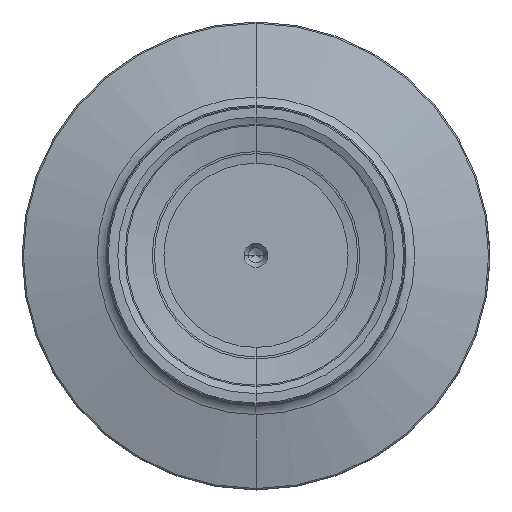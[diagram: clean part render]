
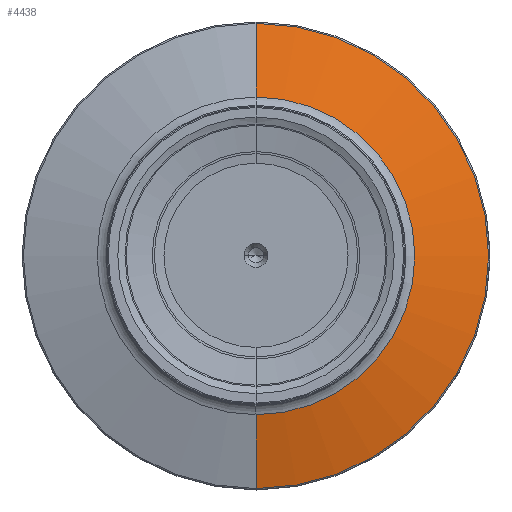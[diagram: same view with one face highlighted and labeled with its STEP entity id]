
A CAD part, top view. The second image highlights one B-rep face of the part: STEP entity #4438.
In plain terms, the highlighted conical face has half-angle 75 degrees and reference radius 32.626 mm.
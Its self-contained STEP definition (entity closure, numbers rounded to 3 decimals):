
#3925=CARTESIAN_POINT('',(0.,0.,14.356));
#3926=DIRECTION('',(0.,0.,1.));
#3927=DIRECTION('',(0.,-1.,0.));
#3928=AXIS2_PLACEMENT_3D('',#3925,#3926,#3927);
#3930=CARTESIAN_POINT('',(0.,0.,11.06));
#3931=DIRECTION('',(0.,0.,1.));
#3932=DIRECTION('',(0.,-1.,0.));
#3933=AXIS2_PLACEMENT_3D('',#3930,#3931,#3932);
#3940=DIRECTION('',(0.,0.966,0.259));
#3941=VECTOR('',#3940,12.738);
#3942=CARTESIAN_POINT('',(0.,-38.778,
11.06));
#3943=LINE('',#3942,#3941);
#3949=DIRECTION('',(0.,-0.966,0.259));
#3950=VECTOR('',#3949,12.738);
#3951=CARTESIAN_POINT('',(0.,38.778,
11.06));
#3952=LINE('',#3951,#3950);
#4288=CARTESIAN_POINT('',(0.,38.778,11.06));
#4289=CARTESIAN_POINT('',(0.,-38.778,11.06));
#4290=VERTEX_POINT('',#4288);
#4291=VERTEX_POINT('',#4289);
#4296=CARTESIAN_POINT('',(0.,-26.474,14.356));
#4297=CARTESIAN_POINT('',(0.,26.474,14.356));
#4298=VERTEX_POINT('',#4296);
#4299=VERTEX_POINT('',#4297);
#4424=CARTESIAN_POINT('',(0.,0.,12.708));
#4425=DIRECTION('',(0.,0.,-1.));
#4426=DIRECTION('',(0.,-1.,0.));
#4427=AXIS2_PLACEMENT_3D('',#4424,#4425,#4426);
#4428=CONICAL_SURFACE('',#4427,32.626,75.);
#4429=ORIENTED_EDGE('',*,*,#4414,.T.);
#4431=ORIENTED_EDGE('',*,*,#4430,.F.);
#4433=ORIENTED_EDGE('',*,*,#4432,.F.);
#4435=ORIENTED_EDGE('',*,*,#4434,.T.);
#4436=EDGE_LOOP('',(#4429,#4431,#4433,#4435));
#4437=FACE_OUTER_BOUND('',#4436,.F.);
#4438=ADVANCED_FACE('',(#4437),#4428,.T.);
#3929=CIRCLE('',#3928,26.474);
#3934=CIRCLE('',#3933,38.778);
#4414=EDGE_CURVE('',#4298,#4299,#3929,.T.);
#4430=EDGE_CURVE('',#4290,#4299,#3952,.T.);
#4432=EDGE_CURVE('',#4291,#4290,#3934,.T.);
#4434=EDGE_CURVE('',#4291,#4298,#3943,.T.);
